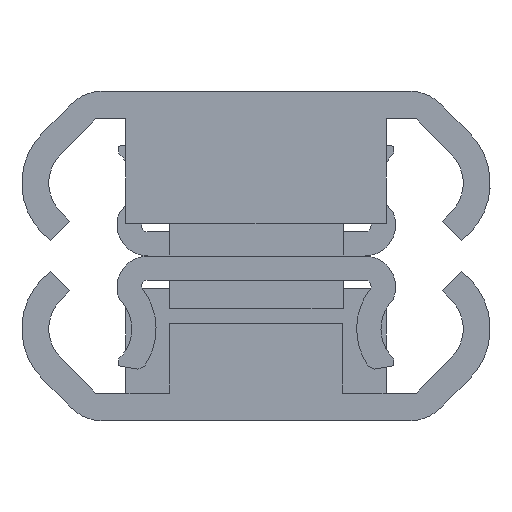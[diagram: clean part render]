
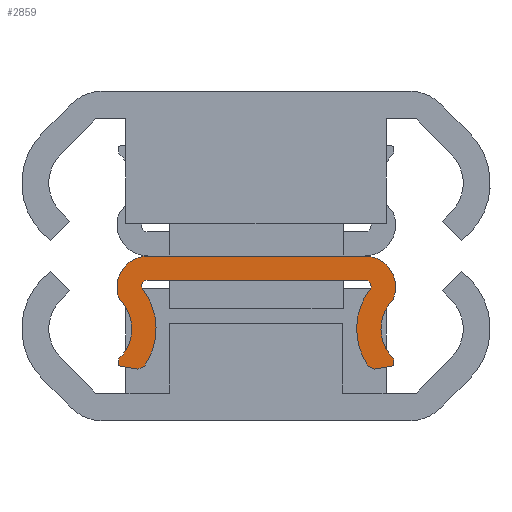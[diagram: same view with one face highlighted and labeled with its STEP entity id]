
A CAD part, left-side view. The second image highlights one B-rep face of the part: STEP entity #2859.
In plain terms, the highlighted planar face has unit normal (-1, 0, 0).
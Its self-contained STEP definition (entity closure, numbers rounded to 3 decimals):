
#3 = ORIENTED_EDGE ( 'NONE', *, *, #41, .T. ) ;
#7 = ORIENTED_EDGE ( 'NONE', *, *, #716, .T. ) ;
#11 = ORIENTED_EDGE ( 'NONE', *, *, #1888, .T. ) ;
#12 = ORIENTED_EDGE ( 'NONE', *, *, #632, .T. ) ;
#13 = ORIENTED_EDGE ( 'NONE', *, *, #614, .T. ) ;
#23 = ORIENTED_EDGE ( 'NONE', *, *, #723, .T. ) ;
#29 = ORIENTED_EDGE ( 'NONE', *, *, #337, .T. ) ;
#32 = ORIENTED_EDGE ( 'NONE', *, *, #1889, .T. ) ;
#33 = ORIENTED_EDGE ( 'NONE', *, *, #601, .T. ) ;
#41 = EDGE_CURVE ( 'NONE', #208, #250, #1847, .T. ) ;
#46 = EDGE_CURVE ( 'NONE', #207, #219, #1834, .T. ) ;
#206 = VERTEX_POINT ( 'NONE', #838 ) ;
#207 = VERTEX_POINT ( 'NONE', #844 ) ;
#208 = VERTEX_POINT ( 'NONE', #832 ) ;
#217 = VERTEX_POINT ( 'NONE', #751 ) ;
#219 = VERTEX_POINT ( 'NONE', #750 ) ;
#232 = VERTEX_POINT ( 'NONE', #859 ) ;
#236 = VERTEX_POINT ( 'NONE', #861 ) ;
#237 = VERTEX_POINT ( 'NONE', #853 ) ;
#241 = VERTEX_POINT ( 'NONE', #860 ) ;
#250 = VERTEX_POINT ( 'NONE', #1944 ) ;
#257 = VERTEX_POINT ( 'NONE', #1956 ) ;
#263 = VERTEX_POINT ( 'NONE', #1952 ) ;
#265 = VERTEX_POINT ( 'NONE', #1947 ) ;
#273 = VERTEX_POINT ( 'NONE', #2907 ) ;
#277 = VERTEX_POINT ( 'NONE', #646 ) ;
#337 = EDGE_CURVE ( 'NONE', #219, #232, #2939, .T. ) ;
#341 = AXIS2_PLACEMENT_3D ( 'NONE', #1789, #1790, #1791 ) ;
#498 = VECTOR ( 'NONE', #2316, 1000. ) ;
#506 = VECTOR ( 'NONE', #2302, 1000. ) ;
#513 = VECTOR ( 'NONE', #2327, 1000. ) ;
#592 = EDGE_CURVE ( 'NONE', #265, #1180, #2971, .T. ) ;
#597 = EDGE_CURVE ( 'NONE', #1180, #257, #2978, .T. ) ;
#601 = EDGE_CURVE ( 'NONE', #277, #265, #2979, .T. ) ;
#614 = EDGE_CURVE ( 'NONE', #232, #273, #1939, .T. ) ;
#632 = EDGE_CURVE ( 'NONE', #257, #263, #1937, .T. ) ;
#646 = CARTESIAN_POINT ( 'NONE',  ( -82.55, 7.931, -5.934 ) ) ;
#688 = VECTOR ( 'NONE', #2614, 1000. ) ;
#710 = EDGE_CURVE ( 'NONE', #236, #241, #3016, .T. ) ;
#712 = EDGE_CURVE ( 'NONE', #217, #208, #1933, .T. ) ;
#716 = EDGE_CURVE ( 'NONE', #206, #207, #2164, .T. ) ;
#723 = EDGE_CURVE ( 'NONE', #241, #206, #3027, .T. ) ;
#750 = CARTESIAN_POINT ( 'NONE',  ( -82.55, -6.239, 0. ) ) ;
#751 = CARTESIAN_POINT ( 'NONE',  ( -82.55, -6.297, -1.4 ) ) ;
#768 = CARTESIAN_POINT ( 'NONE',  ( -82.55, 9.592, 0. ) ) ;
#774 = DIRECTION ( 'NONE',  ( 0., 1., 0. ) ) ;
#818 = DIRECTION ( 'NONE',  ( -1., 0., 0. ) ) ;
#822 = CARTESIAN_POINT ( 'NONE',  ( -82.55, -9.561, -4.2 ) ) ;
#824 = CARTESIAN_POINT ( 'NONE',  ( -82.55, -6.239, -1.793 ) ) ;
#830 = DIRECTION ( 'NONE',  ( 0., 0., 1. ) ) ;
#832 = CARTESIAN_POINT ( 'NONE',  ( -82.55, -6.551, -1.914 ) ) ;
#834 = DIRECTION ( 'NONE',  ( -1., 0., 0. ) ) ;
#838 = CARTESIAN_POINT ( 'NONE',  ( -82.55, -7.931, -5.934 ) ) ;
#842 = DIRECTION ( 'NONE',  ( 0., 0., 1. ) ) ;
#844 = CARTESIAN_POINT ( 'NONE',  ( -82.55, -7.879, -2.517 ) ) ;
#853 = CARTESIAN_POINT ( 'NONE',  ( -82.55, 6.297, -1.4 ) ) ;
#859 = CARTESIAN_POINT ( 'NONE',  ( -82.55, 6.239, 0. ) ) ;
#860 = CARTESIAN_POINT ( 'NONE',  ( -82.55, -7.931, -6.328 ) ) ;
#861 = CARTESIAN_POINT ( 'NONE',  ( -82.55, -6.831, -6.522 ) ) ;
#1003 = EDGE_LOOP ( 'NONE', ( #3315, #29, #13, #32, #33, #3293, #3303, #12, #3294, #11, #3297, #3, #3304, #3292, #23, #7 ) ) ;
#1087 = EDGE_CURVE ( 'NONE', #250, #236, #3049, .T. ) ;
#1180 = VERTEX_POINT ( 'NONE', #1340 ) ;
#1340 = CARTESIAN_POINT ( 'NONE',  ( -82.55, 6.831, -6.522 ) ) ;
#1433 = CARTESIAN_POINT ( 'NONE',  ( -82.55, 6.297, -1.72 ) ) ;
#1434 = DIRECTION ( 'NONE',  ( 1., 0., 0. ) ) ;
#1435 = DIRECTION ( 'NONE',  ( 0., 0., 1. ) ) ;
#1436 = CARTESIAN_POINT ( 'NONE',  ( -82.55, 6.297, -1.4 ) ) ;
#1437 = DIRECTION ( 'NONE',  ( 0., -1., 0. ) ) ;
#1438 = CARTESIAN_POINT ( 'NONE',  ( -82.55, 9.561, -4.2 ) ) ;
#1439 = DIRECTION ( 'NONE',  ( 1., 0., 0. ) ) ;
#1440 = DIRECTION ( 'NONE',  ( 0., 0., 1. ) ) ;
#1788 = PLANE ( 'NONE',  #341 ) ;
#1789 = CARTESIAN_POINT ( 'NONE',  ( -82.55, 9.592, -6.999 ) ) ;
#1790 = DIRECTION ( 'NONE',  ( -1., 0., 0. ) ) ;
#1791 = DIRECTION ( 'NONE',  ( 0., 0., 1. ) ) ;
#1834 = CIRCLE ( 'NONE', #1836, 1.793 ) ;
#1836 = AXIS2_PLACEMENT_3D ( 'NONE', #824, #834, #842 ) ;
#1842 = AXIS2_PLACEMENT_3D ( 'NONE', #822, #818, #830 ) ;
#1847 = CIRCLE ( 'NONE', #1842, 3.78 ) ;
#1887 = EDGE_CURVE ( 'NONE', #263, #237, #3333, .T. ) ;
#1888 = EDGE_CURVE ( 'NONE', #237, #217, #3202, .T. ) ;
#1889 = EDGE_CURVE ( 'NONE', #273, #277, #3318, .T. ) ;
#1900 = VECTOR ( 'NONE', #2472, 1000. ) ;
#1901 = AXIS2_PLACEMENT_3D ( 'NONE', #2365, #2366, #2367 ) ;
#1913 = AXIS2_PLACEMENT_3D ( 'NONE', #2477, #2478, #2479 ) ;
#1933 = CIRCLE ( 'NONE', #1913, 0.32 ) ;
#1936 = AXIS2_PLACEMENT_3D ( 'NONE', #2448, #2449, #2450 ) ;
#1937 = CIRCLE ( 'NONE', #1936, 3.78 ) ;
#1939 = CIRCLE ( 'NONE', #1901, 1.793 ) ;
#1944 = CARTESIAN_POINT ( 'NONE',  ( -82.55, -6.453, -6.35 ) ) ;
#1947 = CARTESIAN_POINT ( 'NONE',  ( -82.55, 7.931, -6.328 ) ) ;
#1952 = CARTESIAN_POINT ( 'NONE',  ( -82.55, 6.551, -1.914 ) ) ;
#1956 = CARTESIAN_POINT ( 'NONE',  ( -82.55, 6.453, -6.35 ) ) ;
#2164 = CIRCLE ( 'NONE', #2171, 2.38 ) ;
#2171 = AXIS2_PLACEMENT_3D ( 'NONE', #2486, #2487, #2488 ) ;
#2185 = VECTOR ( 'NONE', #2503, 1000. ) ;
#2301 = CARTESIAN_POINT ( 'NONE',  ( -82.55, 7.931, -6.328 ) ) ;
#2302 = DIRECTION ( 'NONE',  ( 0., -0.985, -0.174 ) ) ;
#2315 = CARTESIAN_POINT ( 'NONE',  ( -82.55, 6.831, -6.522 ) ) ;
#2316 = DIRECTION ( 'NONE',  ( 0., -0.911, 0.412 ) ) ;
#2326 = CARTESIAN_POINT ( 'NONE',  ( -82.55, 7.931, -5.934 ) ) ;
#2327 = DIRECTION ( 'NONE',  ( 0., 0., -1. ) ) ;
#2365 = CARTESIAN_POINT ( 'NONE',  ( -82.55, 6.239, -1.793 ) ) ;
#2366 = DIRECTION ( 'NONE',  ( -1., 0., 0. ) ) ;
#2367 = DIRECTION ( 'NONE',  ( 0., 0., 1. ) ) ;
#2418 = VECTOR ( 'NONE', #774, 1000. ) ;
#2448 = CARTESIAN_POINT ( 'NONE',  ( -82.55, 9.561, -4.2 ) ) ;
#2449 = DIRECTION ( 'NONE',  ( -1., 0., 0. ) ) ;
#2450 = DIRECTION ( 'NONE',  ( 0., 0., 1. ) ) ;
#2471 = CARTESIAN_POINT ( 'NONE',  ( -82.55, -7.931, -6.328 ) ) ;
#2472 = DIRECTION ( 'NONE',  ( 0., -0.985, 0.174 ) ) ;
#2477 = CARTESIAN_POINT ( 'NONE',  ( -82.55, -6.297, -1.72 ) ) ;
#2478 = DIRECTION ( 'NONE',  ( 1., 0., 0. ) ) ;
#2479 = DIRECTION ( 'NONE',  ( 0., 0., 1. ) ) ;
#2486 = CARTESIAN_POINT ( 'NONE',  ( -82.55, -9.561, -4.2 ) ) ;
#2487 = DIRECTION ( 'NONE',  ( 1., 0., 0. ) ) ;
#2488 = DIRECTION ( 'NONE',  ( 0., 0., 1. ) ) ;
#2502 = CARTESIAN_POINT ( 'NONE',  ( -82.55, -7.931, -5.934 ) ) ;
#2503 = DIRECTION ( 'NONE',  ( 0., 0., 1. ) ) ;
#2613 = CARTESIAN_POINT ( 'NONE',  ( -82.55, -6.831, -6.522 ) ) ;
#2614 = DIRECTION ( 'NONE',  ( 0., -0.911, -0.412 ) ) ;
#2859 = ADVANCED_FACE ( 'NONE', ( #3543 ), #1788, .T. ) ;
#2907 = CARTESIAN_POINT ( 'NONE',  ( -82.55, 7.879, -2.517 ) ) ;
#2939 = LINE ( 'NONE', #768, #2418 ) ;
#2971 = LINE ( 'NONE', #2301, #506 ) ;
#2978 = LINE ( 'NONE', #2315, #498 ) ;
#2979 = LINE ( 'NONE', #2326, #513 ) ;
#3016 = LINE ( 'NONE', #2471, #1900 ) ;
#3027 = LINE ( 'NONE', #2502, #2185 ) ;
#3049 = LINE ( 'NONE', #2613, #688 ) ;
#3202 = LINE ( 'NONE', #1436, #3327 ) ;
#3292 = ORIENTED_EDGE ( 'NONE', *, *, #710, .T. ) ;
#3293 = ORIENTED_EDGE ( 'NONE', *, *, #592, .T. ) ;
#3294 = ORIENTED_EDGE ( 'NONE', *, *, #1887, .T. ) ;
#3297 = ORIENTED_EDGE ( 'NONE', *, *, #712, .T. ) ;
#3303 = ORIENTED_EDGE ( 'NONE', *, *, #597, .T. ) ;
#3304 = ORIENTED_EDGE ( 'NONE', *, *, #1087, .T. ) ;
#3315 = ORIENTED_EDGE ( 'NONE', *, *, #46, .T. ) ;
#3318 = CIRCLE ( 'NONE', #3320, 2.38 ) ;
#3320 = AXIS2_PLACEMENT_3D ( 'NONE', #1438, #1439, #1440 ) ;
#3327 = VECTOR ( 'NONE', #1437, 1000. ) ;
#3328 = AXIS2_PLACEMENT_3D ( 'NONE', #1433, #1434, #1435 ) ;
#3333 = CIRCLE ( 'NONE', #3328, 0.32 ) ;
#3543 = FACE_OUTER_BOUND ( 'NONE', #1003, .T. ) ;
